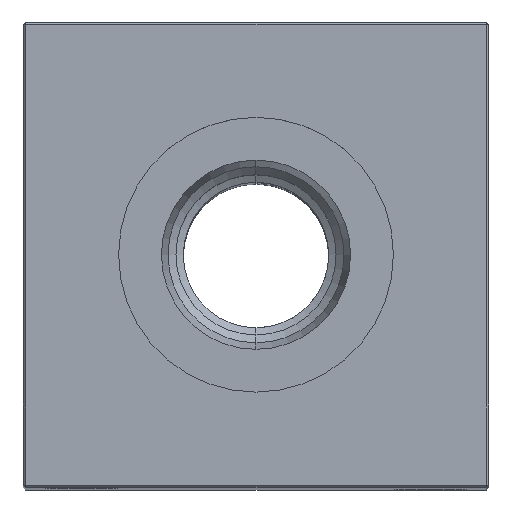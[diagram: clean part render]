
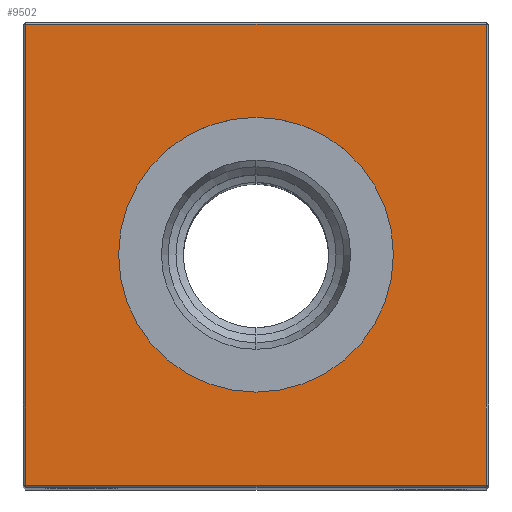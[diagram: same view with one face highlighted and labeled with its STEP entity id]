
A CAD part, top view. The second image highlights one B-rep face of the part: STEP entity #9502.
In plain terms, the highlighted planar face has unit normal (0, 0, 1).
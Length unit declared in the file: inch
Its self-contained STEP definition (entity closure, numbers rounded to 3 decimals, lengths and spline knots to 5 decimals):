
#226 = ORIENTED_EDGE ( 'NONE', *, *, #6052, .T. ) ;
#374 = CIRCLE ( 'NONE', #2527, 0.59055 ) ;
#434 = DIRECTION ( 'NONE',  ( 1., 0., 0. ) ) ;
#950 = VERTEX_POINT ( 'NONE', #10192 ) ;
#1626 = DIRECTION ( 'NONE',  ( 0., 0., -1. ) ) ;
#1817 = ORIENTED_EDGE ( 'NONE', *, *, #16486, .T. ) ;
#1920 = VERTEX_POINT ( 'NONE', #22780 ) ;
#2527 = AXIS2_PLACEMENT_3D ( 'NONE', #10389, #4180, #8232 ) ;
#3598 = DIRECTION ( 'NONE',  ( -1., 0., 0. ) ) ;
#3794 = DIRECTION ( 'NONE',  ( 0., 0., -1. ) ) ;
#4180 = DIRECTION ( 'NONE',  ( 0., 0., -1. ) ) ;
#5313 = VERTEX_POINT ( 'NONE', #9016 ) ;
#5396 = DIRECTION ( 'NONE',  ( -1., 0., 0. ) ) ;
#5571 = LINE ( 'NONE', #24237, #24535 ) ;
#5614 = LINE ( 'NONE', #9545, #13227 ) ;
#6052 = EDGE_CURVE ( 'NONE', #22062, #25343, #24436, .T. ) ;
#7289 = CARTESIAN_POINT ( 'NONE',  ( 0., 0.59055, 6.25 ) ) ;
#8232 = DIRECTION ( 'NONE',  ( -1., 0., 0. ) ) ;
#8252 = CARTESIAN_POINT ( 'NONE',  ( 0., -0.99, 6.25 ) ) ;
#8344 = LINE ( 'NONE', #10240, #26155 ) ;
#8375 = CARTESIAN_POINT ( 'NONE',  ( 0., 0., 6.25 ) ) ;
#8448 = AXIS2_PLACEMENT_3D ( 'NONE', #11753, #1626, #5396 ) ;
#9016 = CARTESIAN_POINT ( 'NONE',  ( 0.99, -0.99, 6.25 ) ) ;
#9502 = ADVANCED_FACE ( 'NONE', ( #18131, #14193 ), #18662, .F. ) ;
#9545 = CARTESIAN_POINT ( 'NONE',  ( 0., 0.99, 6.25 ) ) ;
#10192 = CARTESIAN_POINT ( 'NONE',  ( -0.99, 0.99, 6.25 ) ) ;
#10240 = CARTESIAN_POINT ( 'NONE',  ( 0.99, 0., 6.25 ) ) ;
#10389 = CARTESIAN_POINT ( 'NONE',  ( 0., 0., 6.25 ) ) ;
#11753 = CARTESIAN_POINT ( 'NONE',  ( 0., 0., 6.25 ) ) ;
#12540 = DIRECTION ( 'NONE',  ( 0., 1., 0. ) ) ;
#13227 = VECTOR ( 'NONE', #3598, 39.37008 ) ;
#13420 = EDGE_CURVE ( 'NONE', #1920, #950, #5614, .T. ) ;
#13434 = CARTESIAN_POINT ( 'NONE',  ( 0., -0.59055, 6.25 ) ) ;
#13824 = DIRECTION ( 'NONE',  ( 0., -1., 0. ) ) ;
#14193 = FACE_BOUND ( 'NONE', #19800, .T. ) ;
#14684 = VERTEX_POINT ( 'NONE', #22757 ) ;
#15086 = ORIENTED_EDGE ( 'NONE', *, *, #13420, .T. ) ;
#15637 = EDGE_CURVE ( 'NONE', #14684, #5313, #16628, .T. ) ;
#16486 = EDGE_CURVE ( 'NONE', #5313, #1920, #8344, .T. ) ;
#16628 = LINE ( 'NONE', #8252, #21048 ) ;
#17629 = ORIENTED_EDGE ( 'NONE', *, *, #22604, .T. ) ;
#18131 = FACE_OUTER_BOUND ( 'NONE', #25760, .T. ) ;
#18662 = PLANE ( 'NONE',  #23965 ) ;
#18932 = ORIENTED_EDGE ( 'NONE', *, *, #22217, .T. ) ;
#19800 = EDGE_LOOP ( 'NONE', ( #17629, #226 ) ) ;
#21048 = VECTOR ( 'NONE', #434, 39.37008 ) ;
#21631 = ORIENTED_EDGE ( 'NONE', *, *, #15637, .T. ) ;
#22062 = VERTEX_POINT ( 'NONE', #13434 ) ;
#22217 = EDGE_CURVE ( 'NONE', #950, #14684, #5571, .T. ) ;
#22604 = EDGE_CURVE ( 'NONE', #25343, #22062, #374, .T. ) ;
#22715 = DIRECTION ( 'NONE',  ( -1., 0., 0. ) ) ;
#22757 = CARTESIAN_POINT ( 'NONE',  ( -0.99, -0.99, 6.25 ) ) ;
#22780 = CARTESIAN_POINT ( 'NONE',  ( 0.99, 0.99, 6.25 ) ) ;
#23965 = AXIS2_PLACEMENT_3D ( 'NONE', #8375, #3794, #22715 ) ;
#24237 = CARTESIAN_POINT ( 'NONE',  ( -0.99, 0., 6.25 ) ) ;
#24436 = CIRCLE ( 'NONE', #8448, 0.59055 ) ;
#24535 = VECTOR ( 'NONE', #13824, 39.37008 ) ;
#25343 = VERTEX_POINT ( 'NONE', #7289 ) ;
#25760 = EDGE_LOOP ( 'NONE', ( #18932, #21631, #1817, #15086 ) ) ;
#26155 = VECTOR ( 'NONE', #12540, 39.37008 ) ;
